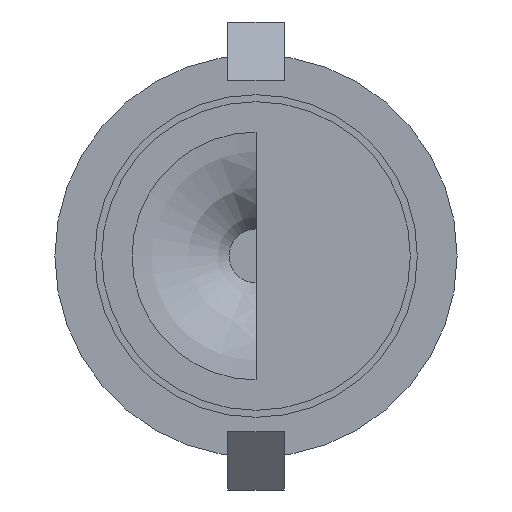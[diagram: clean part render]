
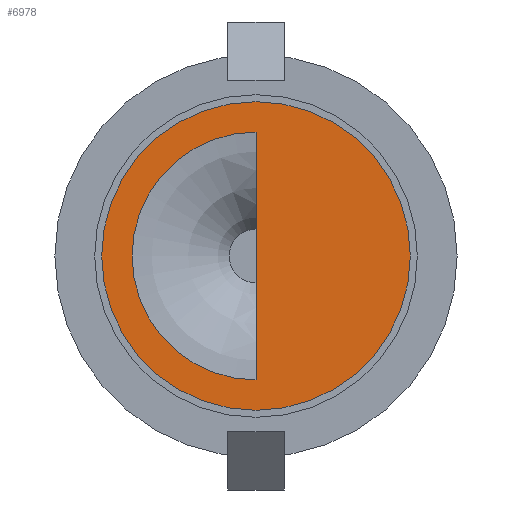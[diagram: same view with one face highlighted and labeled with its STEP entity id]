
A CAD part, front view. The second image highlights one B-rep face of the part: STEP entity #6978.
In plain terms, the highlighted planar face has unit normal (0, -1, 0).
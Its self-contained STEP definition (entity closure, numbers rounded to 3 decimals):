
#388 = CARTESIAN_POINT ( 'NONE',  ( 0., 0., -2.556 ) ) ;
#396 = EDGE_CURVE ( 'NONE', #6274, #3428, #2480, .T. ) ;
#579 = CARTESIAN_POINT ( 'NONE',  ( 0., 0., -5.112 ) ) ;
#615 = VECTOR ( 'NONE', #6850, 1000. ) ;
#649 = DIRECTION ( 'NONE',  ( 0., 1., 0. ) ) ;
#917 = CARTESIAN_POINT ( 'NONE',  ( 0., 0., -2.556 ) ) ;
#978 = PLANE ( 'NONE',  #4809 ) ;
#1212 = ORIENTED_EDGE ( 'NONE', *, *, #2335, .T. ) ;
#1274 = CIRCLE ( 'NONE', #1353, 65.199 ) ;
#1353 = AXIS2_PLACEMENT_3D ( 'NONE', #917, #4968, #1468 ) ;
#1468 = DIRECTION ( 'NONE',  ( 0., 0., -1. ) ) ;
#1592 = DIRECTION ( 'NONE',  ( 0., -1., 0. ) ) ;
#1731 = CIRCLE ( 'NONE', #1885, 52.375 ) ;
#1862 = VERTEX_POINT ( 'NONE', #2522 ) ;
#1885 = AXIS2_PLACEMENT_3D ( 'NONE', #4100, #649, #4688 ) ;
#2114 = DIRECTION ( 'NONE',  ( 0., 0., 1. ) ) ;
#2335 = EDGE_CURVE ( 'NONE', #3428, #6274, #1731, .T. ) ;
#2480 = LINE ( 'NONE', #579, #615 ) ;
#2522 = CARTESIAN_POINT ( 'NONE',  ( 0., 0., -67.755 ) ) ;
#2662 = ORIENTED_EDGE ( 'NONE', *, *, #2674, .T. ) ;
#2674 = EDGE_CURVE ( 'NONE', #3986, #1862, #1274, .T. ) ;
#2799 = ORIENTED_EDGE ( 'NONE', *, *, #7032, .T. ) ;
#3157 = CARTESIAN_POINT ( 'NONE',  ( 0., 0., 49.819 ) ) ;
#3428 = VERTEX_POINT ( 'NONE', #3974 ) ;
#3622 = CARTESIAN_POINT ( 'NONE',  ( 0., 0., 62.644 ) ) ;
#3658 = EDGE_LOOP ( 'NONE', ( #2799, #2662 ) ) ;
#3748 = ORIENTED_EDGE ( 'NONE', *, *, #396, .T. ) ;
#3832 = EDGE_LOOP ( 'NONE', ( #3748, #1212 ) ) ;
#3858 = DIRECTION ( 'NONE',  ( 0., 1., 0. ) ) ;
#3974 = CARTESIAN_POINT ( 'NONE',  ( 0., 0., -54.931 ) ) ;
#3986 = VERTEX_POINT ( 'NONE', #3622 ) ;
#4100 = CARTESIAN_POINT ( 'NONE',  ( 0., 0., -2.556 ) ) ;
#4502 = FACE_BOUND ( 'NONE', #3832, .T. ) ;
#4688 = DIRECTION ( 'NONE',  ( 0., 0., 1. ) ) ;
#4809 = AXIS2_PLACEMENT_3D ( 'NONE', #388, #3858, #2114 ) ;
#4968 = DIRECTION ( 'NONE',  ( 0., -1., 0. ) ) ;
#5075 = CARTESIAN_POINT ( 'NONE',  ( 0., 0., -2.556 ) ) ;
#5204 = AXIS2_PLACEMENT_3D ( 'NONE', #5075, #1592, #5652 ) ;
#5652 = DIRECTION ( 'NONE',  ( 0., 0., -1. ) ) ;
#5848 = FACE_OUTER_BOUND ( 'NONE', #3658, .T. ) ;
#6274 = VERTEX_POINT ( 'NONE', #3157 ) ;
#6850 = DIRECTION ( 'NONE',  ( 0., 0., -1. ) ) ;
#6978 = ADVANCED_FACE ( 'NONE', ( #4502, #5848 ), #978, .F. ) ;
#7032 = EDGE_CURVE ( 'NONE', #1862, #3986, #7192, .T. ) ;
#7192 = CIRCLE ( 'NONE', #5204, 65.199 ) ;
